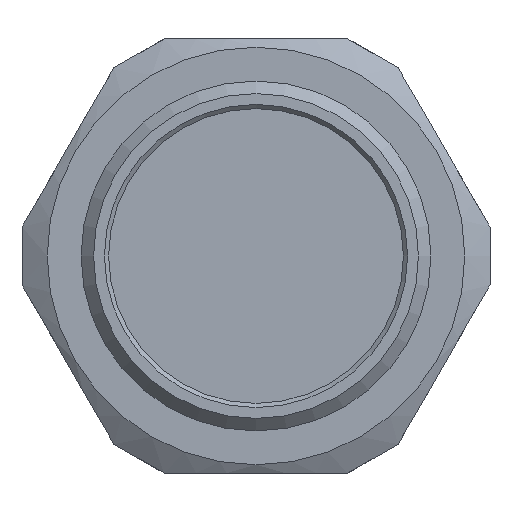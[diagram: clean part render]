
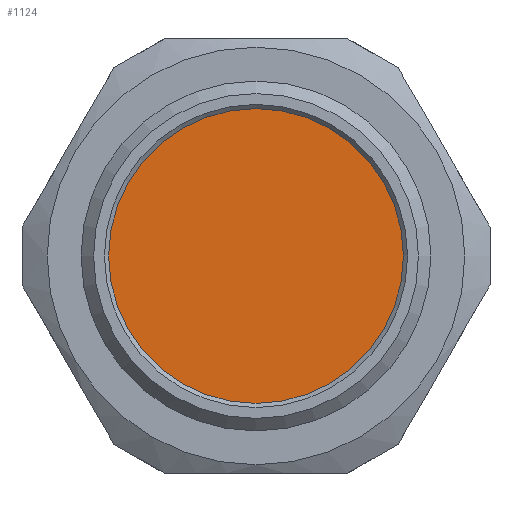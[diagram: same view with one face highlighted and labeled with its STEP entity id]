
A CAD part, front view. The second image highlights one B-rep face of the part: STEP entity #1124.
In plain terms, the highlighted planar face has unit normal (0, -1, 0).
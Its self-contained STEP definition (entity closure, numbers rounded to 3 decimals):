
#250=FACE_OUTER_BOUND('',#323,.T.);
#323=EDGE_LOOP('',(#728));
#402=CIRCLE('',#1222,17.65);
#439=VERTEX_POINT('',#1615);
#552=EDGE_CURVE('',#439,#439,#402,.T.);
#728=ORIENTED_EDGE('',*,*,#552,.T.);
#1079=PLANE('',#1221);
#1124=ADVANCED_FACE('',(#250),#1079,.F.);
#1221=AXIS2_PLACEMENT_3D('',#1614,#1335,#1336);
#1222=AXIS2_PLACEMENT_3D('',#1616,#1337,#1338);
#1335=DIRECTION('center_axis',(0.,1.,0.));
#1336=DIRECTION('ref_axis',(0.,0.,1.));
#1337=DIRECTION('center_axis',(0.,-1.,0.));
#1338=DIRECTION('ref_axis',(-1.,0.,0.));
#1614=CARTESIAN_POINT('Origin',(0.,17.,0.));
#1615=CARTESIAN_POINT('',(17.65,17.,0.));
#1616=CARTESIAN_POINT('Origin',(0.,17.,0.));
